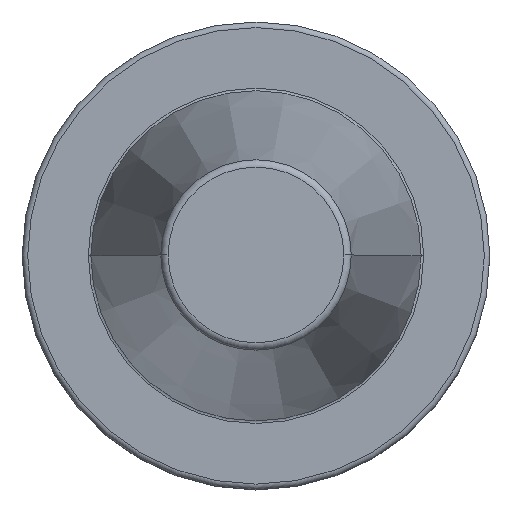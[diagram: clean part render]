
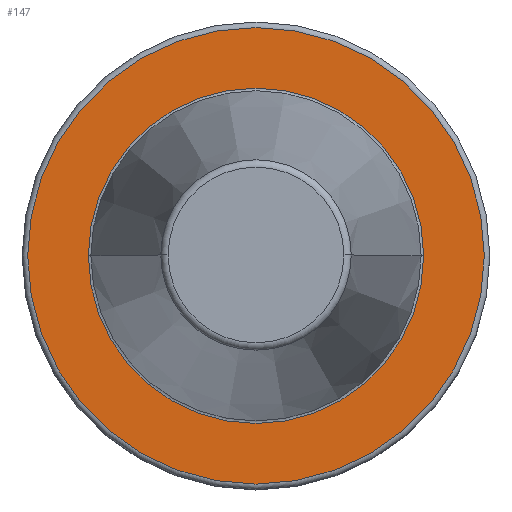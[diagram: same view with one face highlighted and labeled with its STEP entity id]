
A CAD part, top view. The second image highlights one B-rep face of the part: STEP entity #147.
In plain terms, the highlighted planar face has unit normal (0, 0, 1).
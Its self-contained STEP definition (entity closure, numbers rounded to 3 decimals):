
#147=ADVANCED_FACE('',(#176,#177),#168,.F.);
#168=PLANE('',#609);
#176=FACE_BOUND('',#201,.T.);
#177=FACE_BOUND('',#202,.T.);
#201=EDGE_LOOP('',(#291,#292));
#202=EDGE_LOOP('',(#293));
#291=ORIENTED_EDGE('',*,*,#410,.T.);
#292=ORIENTED_EDGE('',*,*,#412,.T.);
#293=ORIENTED_EDGE('',*,*,#439,.T.);
#367=VERTEX_POINT('',#860);
#370=VERTEX_POINT('',#865);
#390=VERTEX_POINT('',#925);
#410=EDGE_CURVE('',#367,#370,#479,.T.);
#412=EDGE_CURVE('',#370,#367,#481,.T.);
#439=EDGE_CURVE('',#390,#390,#497,.T.);
#479=CIRCLE('',#564,22.563);
#481=CIRCLE('',#567,22.563);
#497=CIRCLE('',#592,30.725);
#564=AXIS2_PLACEMENT_3D('',#866,#667,#668);
#567=AXIS2_PLACEMENT_3D('',#869,#673,#674);
#592=AXIS2_PLACEMENT_3D('',#924,#734,#735);
#609=AXIS2_PLACEMENT_3D('',#950,#770,#771);
#667=DIRECTION('',(0.,0.,-1.));
#668=DIRECTION('',(-1.,0.,0.));
#673=DIRECTION('',(0.,0.,-1.));
#674=DIRECTION('',(-1.,0.,0.));
#734=DIRECTION('',(0.,0.,1.));
#735=DIRECTION('',(-1.,0.,0.));
#770=DIRECTION('',(0.,0.,-1.));
#771=DIRECTION('',(1.,0.,0.));
#860=CARTESIAN_POINT('',(-22.563,0.,-2.));
#865=CARTESIAN_POINT('',(22.563,0.,-2.));
#866=CARTESIAN_POINT('',(0.,0.,-2.));
#869=CARTESIAN_POINT('',(0.,0.,-2.));
#924=CARTESIAN_POINT('',(0.,0.,-2.));
#925=CARTESIAN_POINT('',(-30.725,0.,-2.));
#950=CARTESIAN_POINT('',(0.,31.475,-2.));
